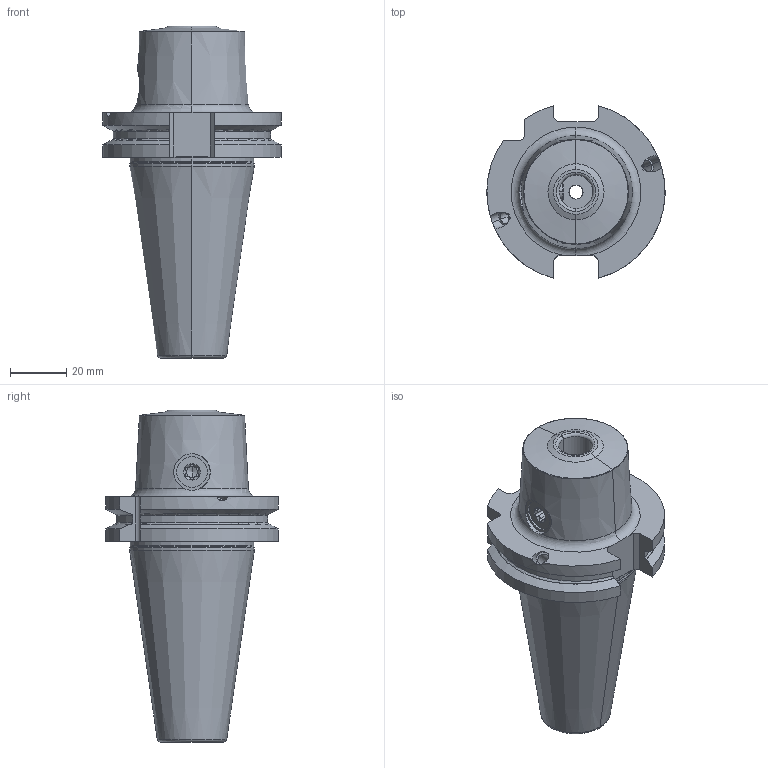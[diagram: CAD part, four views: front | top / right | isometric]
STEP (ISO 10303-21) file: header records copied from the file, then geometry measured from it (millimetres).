
FILE_DESCRIPTION((''),'2;1');
FILE_NAME('607225390-000','2019-05-28T11:07:02',('schmiedtm'),(''),'CREO PARAMETRIC BY PTC INC, 2018300','CREO PARAMETRIC BY PTC INC, 2018300','');
FILE_SCHEMA(('AUTOMOTIVE_DESIGN { 1 0 10303 214 1 1 1 1 }'));
Length unit declared in the file: millimetre
Products named in the file (1): 607225390-000
Bounding box: 63.54 x 61.48 x 118.4 mm (x, y, z)
Volume: 134269.4 mm3; surface area: 25820.2 mm2
Topology: 1 solids, 1 shells, 148 faces, 373 edges, 233 vertices
Faces by surface type: cylinder 62, plane 34, cone 29, torus 23
Entity records: 6874 total; most frequent: CARTESIAN_POINT 2122, DIRECTION 753, ORIENTED_EDGE 742, PRESENTATION_STYLE_ASSIGNMENT 372, STYLED_ITEM 372, CURVE_STYLE 371, EDGE_CURVE 371, AXIS2_PLACEMENT_3D 306
